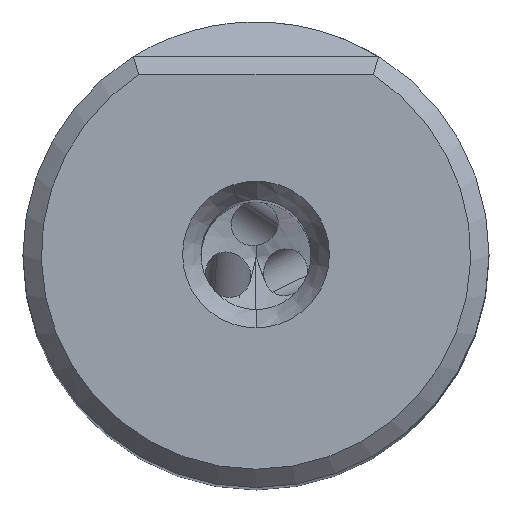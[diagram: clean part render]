
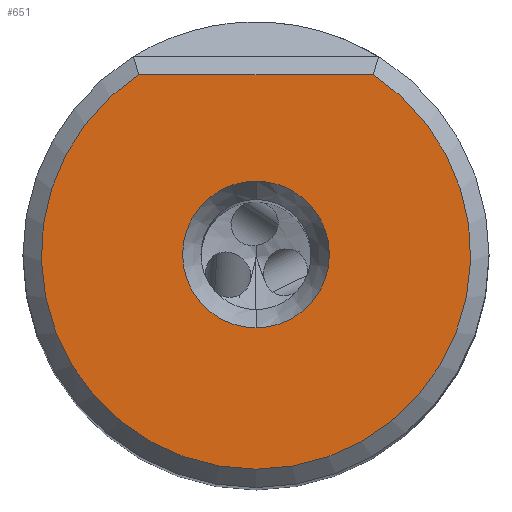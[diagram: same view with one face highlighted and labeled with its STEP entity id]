
A CAD part, top view. The second image highlights one B-rep face of the part: STEP entity #651.
In plain terms, the highlighted planar face has unit normal (0, 0, 1).
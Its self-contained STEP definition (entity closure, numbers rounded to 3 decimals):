
#124=FACE_BOUND('',#1448,.T.);
#125=FACE_BOUND('',#1449,.T.);
#265=CIRCLE('',#6376,11.7);
#266=CIRCLE('',#6379,4.);
#267=CIRCLE('',#6380,4.);
#501=PLANE('',#6381);
#651=ADVANCED_FACE('',(#124,#125),#501,.T.);
#1448=EDGE_LOOP('',(#2510,#2511));
#1449=EDGE_LOOP('',(#2512,#2513));
#2510=ORIENTED_EDGE('',*,*,#4775,.T.);
#2511=ORIENTED_EDGE('',*,*,#4776,.T.);
#2512=ORIENTED_EDGE('',*,*,#4773,.T.);
#2513=ORIENTED_EDGE('',*,*,#4774,.T.);
#4075=VERTEX_POINT('',#9685);
#4076=VERTEX_POINT('',#9691);
#4077=VERTEX_POINT('',#9697);
#4078=VERTEX_POINT('',#9698);
#4773=EDGE_CURVE('',#4075,#4076,#265,.T.);
#4774=EDGE_CURVE('',#4076,#4075,#5547,.T.);
#4775=EDGE_CURVE('',#4077,#4078,#266,.T.);
#4776=EDGE_CURVE('',#4078,#4077,#267,.T.);
#5547=LINE('',#9694,#5866);
#5866=VECTOR('',#7275,1.);
#6376=AXIS2_PLACEMENT_3D('',#9692,#7271,#7272);
#6379=AXIS2_PLACEMENT_3D('',#9696,#7278,#7279);
#6380=AXIS2_PLACEMENT_3D('',#9699,#7280,#7281);
#6381=AXIS2_PLACEMENT_3D('',#9700,#7282,#7283);
#7271=DIRECTION('',(0.,0.,1.));
#7272=DIRECTION('',(-0.546,0.838,0.));
#7275=DIRECTION('',(-1.,0.,0.));
#7278=DIRECTION('',(0.,0.,-1.));
#7279=DIRECTION('',(0.,1.,0.));
#7280=DIRECTION('',(0.,0.,-1.));
#7281=DIRECTION('',(0.,-1.,0.));
#7282=DIRECTION('',(0.,0.,1.));
#7283=DIRECTION('',(-1.,0.,0.));
#9685=CARTESIAN_POINT('',(-6.391,9.8,43.656));
#9691=CARTESIAN_POINT('',(6.391,9.8,43.656));
#9692=CARTESIAN_POINT('',(0.,0.,43.656));
#9694=CARTESIAN_POINT('',(6.391,9.8,43.656));
#9696=CARTESIAN_POINT('',(0.,0.,43.656));
#9697=CARTESIAN_POINT('',(0.,4.,43.656));
#9698=CARTESIAN_POINT('',(0.,-4.,43.656));
#9699=CARTESIAN_POINT('',(0.,0.,43.656));
#9700=CARTESIAN_POINT('',(0.,-1.05,43.656));
